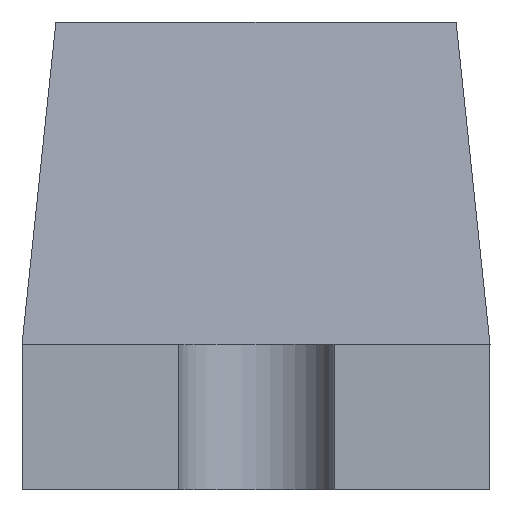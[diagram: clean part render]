
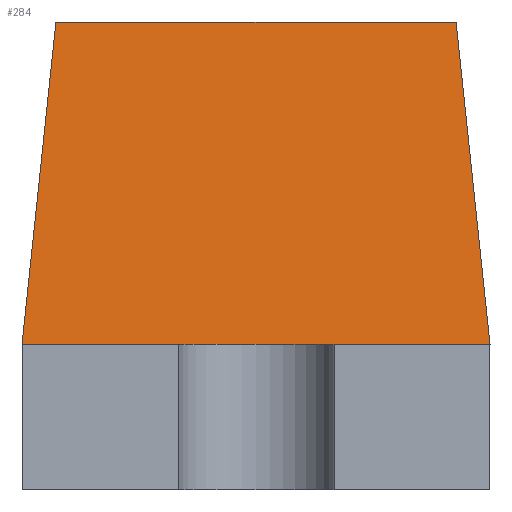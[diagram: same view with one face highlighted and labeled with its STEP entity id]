
A CAD part, front view. The second image highlights one B-rep face of the part: STEP entity #284.
In plain terms, the highlighted planar face has unit normal (0, -0.995, 0.104).
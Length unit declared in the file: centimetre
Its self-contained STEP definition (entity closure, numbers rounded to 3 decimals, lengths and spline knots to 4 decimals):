
#56=VERTEX_POINT('',#383);
#57=VERTEX_POINT('',#385);
#58=VERTEX_POINT('',#389);
#59=VERTEX_POINT('',#391);
#81=VECTOR('',#324,1.);
#83=VECTOR('',#327,1.);
#84=VECTOR('',#328,1.);
#85=VECTOR('',#329,1.);
#111=LINE('',#384,#81);
#113=LINE('',#388,#83);
#114=LINE('',#390,#84);
#115=LINE('',#392,#85);
#141=EDGE_CURVE('',#57,#56,#111,.T.);
#143=EDGE_CURVE('',#56,#58,#113,.T.);
#144=EDGE_CURVE('',#59,#58,#114,.T.);
#145=EDGE_CURVE('',#57,#59,#115,.T.);
#182=ORIENTED_EDGE('',*,*,#143,.T.);
#183=ORIENTED_EDGE('',*,*,#144,.F.);
#184=ORIENTED_EDGE('',*,*,#145,.F.);
#185=ORIENTED_EDGE('',*,*,#141,.T.);
#252=EDGE_LOOP('',(#182,#183,#184,#185));
#268=FACE_BOUND('',#252,.T.);
#284=ADVANCED_FACE('',(#268),#447,.T.);
#300=AXIS2_PLACEMENT_3D('',#387,#326,$);
#324=DIRECTION('',(-0.104,0.104,0.989));
#326=DIRECTION('',(0.,-0.995,0.105));
#327=DIRECTION('',(-1.,0.,0.));
#328=DIRECTION('',(0.104,0.104,0.989));
#329=DIRECTION('',(-1.,0.,0.));
#383=CARTESIAN_POINT('',(0.0385,-0.0535,0.09));
#384=CARTESIAN_POINT('',(0.0444,-0.0594,0.0342));
#385=CARTESIAN_POINT('',(0.045,-0.06,0.028));
#387=CARTESIAN_POINT('',(0.045,-0.06,0.028));
#388=CARTESIAN_POINT('',(-0.045,-0.0535,0.09));
#389=CARTESIAN_POINT('',(-0.0385,-0.0535,0.09));
#390=CARTESIAN_POINT('',(-0.0445,-0.0595,0.0326));
#391=CARTESIAN_POINT('',(-0.045,-0.06,0.028));
#392=CARTESIAN_POINT('',(0.0225,-0.06,0.028));
#447=PLANE('',#300);
